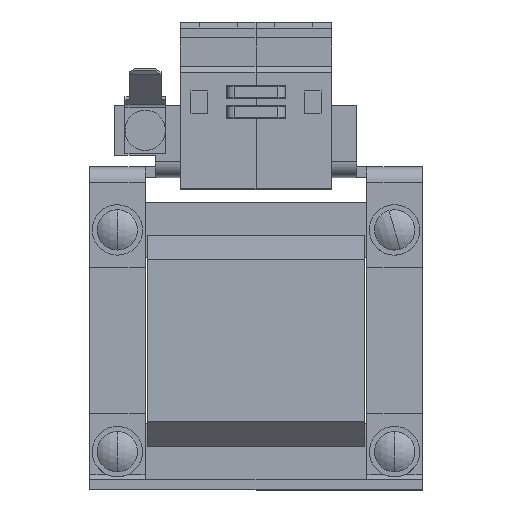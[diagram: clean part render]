
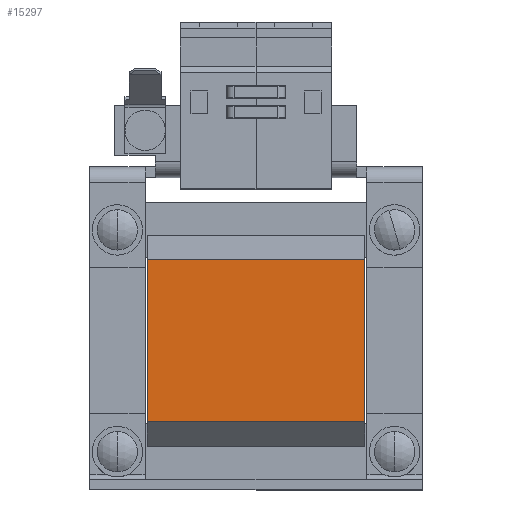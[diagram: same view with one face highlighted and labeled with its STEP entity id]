
A CAD part, top view. The second image highlights one B-rep face of the part: STEP entity #15297.
In plain terms, the highlighted planar face has unit normal (0, 0, 1).
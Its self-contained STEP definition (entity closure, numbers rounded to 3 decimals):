
#600 = EDGE_CURVE ( 'Defeature ausgef�hrt2_101+Defeature ausgef�hrt2_122+Defeature ausgef�hrt2_123+Defeature ausgef�hrt2_124', #4409, #1794, #3105, .T. ) ;
#1234 = VECTOR ( 'NONE', #12628, 1000. ) ;
#1237 = EDGE_CURVE ( 'Defeature ausgef�hrt2_101+Defeature ausgef�hrt2_124+Defeature ausgef�hrt2_122+Defeature ausgef�hrt2_102', #1794, #4153, #14699, .T. ) ;
#1622 = VECTOR ( 'NONE', #1668, 1000. ) ;
#1668 = DIRECTION ( 'NONE',  ( -1., 0., 0. ) ) ;
#1680 = VECTOR ( 'NONE', #1960, 1000. ) ;
#1794 = VERTEX_POINT ( 'NONE', #10236 ) ;
#1882 = CARTESIAN_POINT ( 'NONE',  ( -21.625, 16.1, 30.2 ) ) ;
#1910 = DIRECTION ( 'NONE',  ( 0., -1., 0. ) ) ;
#1960 = DIRECTION ( 'NONE',  ( -1., 0., 0. ) ) ;
#2050 = VECTOR ( 'NONE', #1910, 1000. ) ;
#2243 = LINE ( 'NONE', #5393, #2050 ) ;
#2273 = AXIS2_PLACEMENT_3D ( 'NONE', #2578, #13426, #7375 ) ;
#2381 = ORIENTED_EDGE ( 'NONE', *, *, #5291, .F. ) ;
#2578 = CARTESIAN_POINT ( 'NONE',  ( 21.625, 16.1, 30.2 ) ) ;
#2688 = EDGE_LOOP ( 'NONE', ( #13504, #12025, #2381, #5997 ) ) ;
#3105 = LINE ( 'NONE', #12520, #1622 ) ;
#3196 = CARTESIAN_POINT ( 'NONE',  ( -21.625, -16.1, 30.2 ) ) ;
#4153 = VERTEX_POINT ( 'NONE', #3196 ) ;
#4409 = VERTEX_POINT ( 'NONE', #6113 ) ;
#5194 = EDGE_CURVE ( 'Defeature ausgef�hrt2_102+Defeature ausgef�hrt2_101+Defeature ausgef�hrt2_123+Defeature ausgef�hrt2_124', #8938, #4153, #7850, .T. ) ;
#5291 = EDGE_CURVE ( 'Defeature ausgef�hrt2_123+Defeature ausgef�hrt2_101+Defeature ausgef�hrt2_122+Defeature ausgef�hrt2_102', #4409, #8938, #2243, .T. ) ;
#5393 = CARTESIAN_POINT ( 'NONE',  ( 21.625, 16.1, 30.2 ) ) ;
#5997 = ORIENTED_EDGE ( 'NONE', *, *, #600, .T. ) ;
#6113 = CARTESIAN_POINT ( 'NONE',  ( 21.625, 16.1, 30.2 ) ) ;
#7375 = DIRECTION ( 'NONE',  ( -1., 0., 0. ) ) ;
#7429 = PLANE ( 'NONE',  #2273 ) ;
#7850 = LINE ( 'NONE', #9007, #1680 ) ;
#8938 = VERTEX_POINT ( 'NONE', #10278 ) ;
#9007 = CARTESIAN_POINT ( 'NONE',  ( 21.625, -16.1, 30.2 ) ) ;
#10236 = CARTESIAN_POINT ( 'NONE',  ( -21.625, 16.1, 30.2 ) ) ;
#10278 = CARTESIAN_POINT ( 'NONE',  ( 21.625, -16.1, 30.2 ) ) ;
#12025 = ORIENTED_EDGE ( 'NONE', *, *, #5194, .F. ) ;
#12520 = CARTESIAN_POINT ( 'NONE',  ( 21.625, 16.1, 30.2 ) ) ;
#12628 = DIRECTION ( 'NONE',  ( 0., -1., 0. ) ) ;
#13426 = DIRECTION ( 'NONE',  ( 0., 0., -1. ) ) ;
#13504 = ORIENTED_EDGE ( 'NONE', *, *, #1237, .T. ) ;
#14699 = LINE ( 'NONE', #1882, #1234 ) ;
#15189 = FACE_OUTER_BOUND ( 'NONE', #2688, .T. ) ;
#15297 = ADVANCED_FACE ( 'Defeature ausgef�hrt2_101', ( #15189 ), #7429, .F. ) ;
